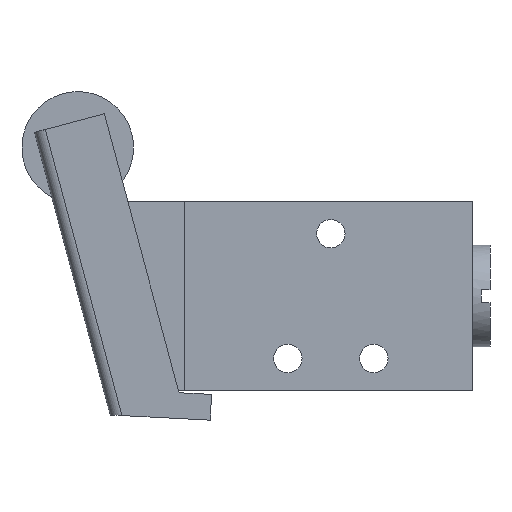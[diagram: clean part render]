
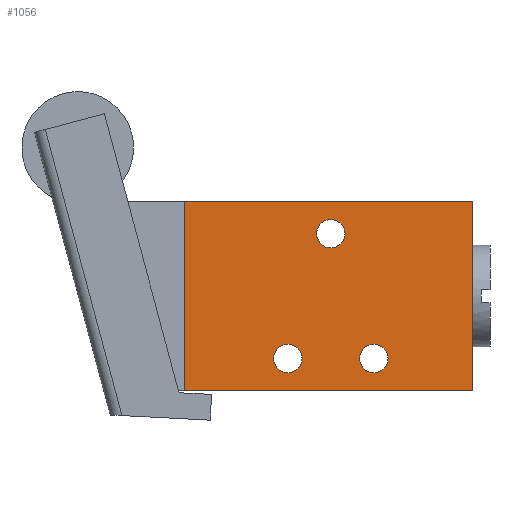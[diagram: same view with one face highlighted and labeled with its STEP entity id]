
A CAD part, left-side view. The second image highlights one B-rep face of the part: STEP entity #1056.
In plain terms, the highlighted planar face has unit normal (-1, 0, 0).
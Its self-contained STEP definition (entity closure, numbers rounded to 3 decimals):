
#61=FACE_BOUND('',#244,.T.);
#62=FACE_BOUND('',#245,.T.);
#63=FACE_BOUND('',#246,.T.);
#64=FACE_BOUND('',#247,.T.);
#107=CIRCLE('',#1109,1.65);
#111=CIRCLE('',#1115,1.65);
#113=CIRCLE('',#1118,1.65);
#244=EDGE_LOOP('',(#808));
#245=EDGE_LOOP('',(#809));
#246=EDGE_LOOP('',(#810));
#247=EDGE_LOOP('',(#811,#812,#813,#814));
#305=LINE('',#1599,#397);
#314=LINE('',#1616,#406);
#326=LINE('',#1640,#418);
#327=LINE('',#1642,#419);
#397=VECTOR('',#1307,33.5);
#406=VECTOR('',#1318,22.);
#418=VECTOR('',#1342,22.);
#419=VECTOR('',#1345,33.5);
#489=VERTEX_POINT('',#1542);
#493=VERTEX_POINT('',#1552);
#495=VERTEX_POINT('',#1557);
#508=VERTEX_POINT('',#1595);
#510=VERTEX_POINT('',#1598);
#516=VERTEX_POINT('',#1612);
#523=VERTEX_POINT('',#1638);
#591=EDGE_CURVE('',#489,#489,#107,.T.);
#595=EDGE_CURVE('',#493,#493,#111,.T.);
#597=EDGE_CURVE('',#495,#495,#113,.T.);
#611=EDGE_CURVE('',#510,#508,#305,.T.);
#620=EDGE_CURVE('',#516,#510,#314,.T.);
#632=EDGE_CURVE('',#508,#523,#326,.T.);
#633=EDGE_CURVE('',#523,#516,#327,.T.);
#808=ORIENTED_EDGE('',*,*,#591,.T.);
#809=ORIENTED_EDGE('',*,*,#595,.T.);
#810=ORIENTED_EDGE('',*,*,#597,.T.);
#811=ORIENTED_EDGE('',*,*,#633,.T.);
#812=ORIENTED_EDGE('',*,*,#620,.T.);
#813=ORIENTED_EDGE('',*,*,#611,.T.);
#814=ORIENTED_EDGE('',*,*,#632,.T.);
#1003=PLANE('',#1150);
#1056=ADVANCED_FACE('',(#61,#62,#63,#64),#1003,.T.);
#1109=AXIS2_PLACEMENT_3D('',#1543,#1238,#1239);
#1115=AXIS2_PLACEMENT_3D('',#1553,#1250,#1251);
#1118=AXIS2_PLACEMENT_3D('',#1558,#1256,#1257);
#1150=AXIS2_PLACEMENT_3D('',#1641,#1343,#1344);
#1238=DIRECTION('center_axis',(1.,0.,0.));
#1239=DIRECTION('ref_axis',(0.,0.,1.));
#1250=DIRECTION('center_axis',(1.,0.,0.));
#1251=DIRECTION('ref_axis',(0.,0.,1.));
#1256=DIRECTION('center_axis',(1.,0.,0.));
#1257=DIRECTION('ref_axis',(0.,0.,1.));
#1307=DIRECTION('',(0.,-1.,0.));
#1318=DIRECTION('',(0.,0.,-1.));
#1342=DIRECTION('',(0.,0.,1.));
#1343=DIRECTION('center_axis',(-1.,0.,0.));
#1344=DIRECTION('ref_axis',(0.,0.,1.));
#1345=DIRECTION('',(0.,1.,0.));
#1542=CARTESIAN_POINT('',(-6.,21.5,-8.9));
#1543=CARTESIAN_POINT('Origin',(-6.,21.5,-7.25));
#1552=CARTESIAN_POINT('',(-6.,16.5,5.6));
#1553=CARTESIAN_POINT('Origin',(-6.,16.5,7.25));
#1557=CARTESIAN_POINT('',(-6.,11.5,-8.9));
#1558=CARTESIAN_POINT('Origin',(-6.,11.5,-7.25));
#1595=CARTESIAN_POINT('',(-6.,0.,-11.));
#1598=CARTESIAN_POINT('',(-6.,33.5,-11.));
#1599=CARTESIAN_POINT('',(-6.,0.,-11.));
#1612=CARTESIAN_POINT('',(-6.,33.5,11.));
#1616=CARTESIAN_POINT('',(-6.,33.5,0.));
#1638=CARTESIAN_POINT('',(-6.,0.,11.));
#1640=CARTESIAN_POINT('',(-6.,0.,0.));
#1641=CARTESIAN_POINT('Origin',(-6.,0.,0.));
#1642=CARTESIAN_POINT('',(-6.,0.,11.));
